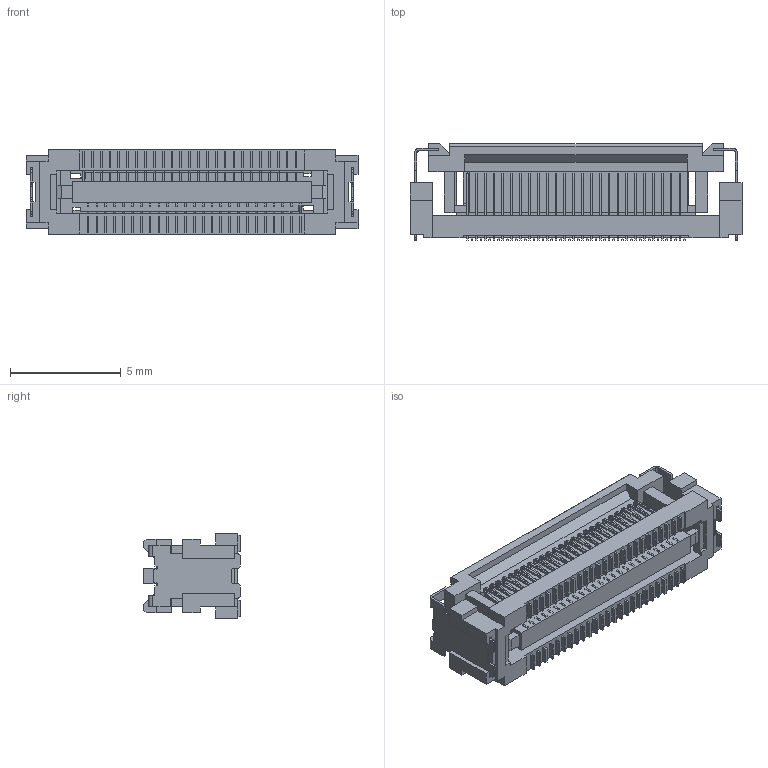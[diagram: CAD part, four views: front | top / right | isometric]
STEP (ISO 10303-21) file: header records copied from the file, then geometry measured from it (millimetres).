
FILE_DESCRIPTION(/* description */ (''),/* implementation_level */ '2;1');
FILE_NAME(/* name */ '2039560503.step',/* time_stamp */ '2022-05-20T13:58:41-04:00',/* author */ (''),/* organization */ (''),/* preprocessor_version */ 'ST-DEVELOPER v18.1',/* originating_system */ 'Autodesk Translation Framework v10.14.0.1471',/* authorisation */ '');
FILE_SCHEMA (('AUTOMOTIVE_DESIGN { 1 0 10303 214 3 1 1 }'));
Length unit declared in the file: millimetre
Products named in the file (1): 2039560503
Bounding box: 15 x 4.35 x 3.8 mm (x, y, z)
Volume: 94.6 mm3; surface area: 605 mm2
Topology: 3 solids, 3 shells, 2128 faces, 5975 edges, 3945 vertices
Faces by surface type: plane 2001, cylinder 127
Entity records: 67462 total; most frequent: CARTESIAN_POINT 12049, ORIENTED_EDGE 11950, DIRECTION 10487, EDGE_CURVE 5975, LINE 5721, VECTOR 5721, VERTEX_POINT 3945, AXIS2_PLACEMENT_3D 2383
